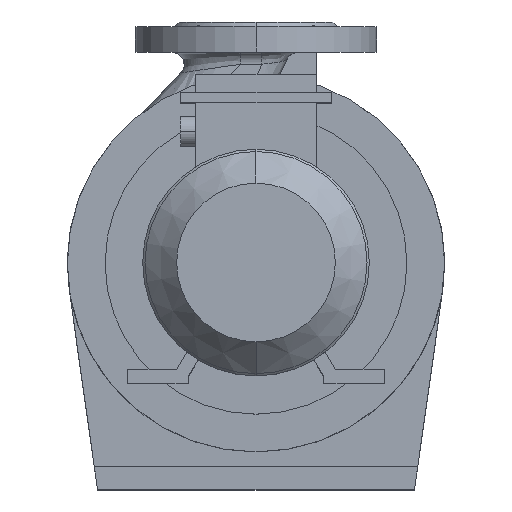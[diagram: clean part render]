
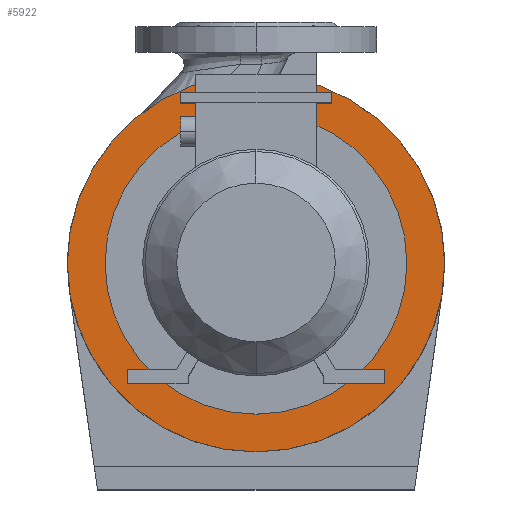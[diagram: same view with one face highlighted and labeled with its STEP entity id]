
A CAD part, top view. The second image highlights one B-rep face of the part: STEP entity #5922.
In plain terms, the highlighted planar face has unit normal (0, 0, 1).
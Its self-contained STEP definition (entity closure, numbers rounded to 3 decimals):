
#961 = CARTESIAN_POINT ( 'NONE',  ( 0., 125., 149.6 ) ) ;
#962 = CARTESIAN_POINT ( 'NONE',  ( 0., -125., 149.6 ) ) ;
#1004 = CARTESIAN_POINT ( 'NONE',  ( 0., 100., 149.6 ) ) ;
#1010 = CARTESIAN_POINT ( 'NONE',  ( 0., -100., 149.6 ) ) ;
#1354 = EDGE_CURVE ( 'NONE', #3850, #3849, #5060, .T. ) ;
#1388 = EDGE_CURVE ( 'NONE', #2708, #2709, #5088, .T. ) ;
#2063 = EDGE_LOOP ( 'NONE', ( #2481, #2478 ) ) ;
#2127 = EDGE_LOOP ( 'NONE', ( #2464, #2489 ) ) ;
#2464 = ORIENTED_EDGE ( 'NONE', *, *, #11980, .T. ) ;
#2478 = ORIENTED_EDGE ( 'NONE', *, *, #9618, .F. ) ;
#2481 = ORIENTED_EDGE ( 'NONE', *, *, #1388, .F. ) ;
#2489 = ORIENTED_EDGE ( 'NONE', *, *, #1354, .T. ) ;
#2708 = VERTEX_POINT ( 'NONE', #961 ) ;
#2709 = VERTEX_POINT ( 'NONE', #962 ) ;
#3849 = VERTEX_POINT ( 'NONE', #1010 ) ;
#3850 = VERTEX_POINT ( 'NONE', #1004 ) ;
#5060 = CIRCLE ( 'NONE', #12043, 100. ) ;
#5088 = CIRCLE ( 'NONE', #11985, 125. ) ;
#5285 = DIRECTION ( 'NONE',  ( 0., 1., 0. ) ) ;
#5351 = DIRECTION ( 'NONE',  ( 0., 0., -1. ) ) ;
#5470 = CARTESIAN_POINT ( 'NONE',  ( 0., 0., 149.6 ) ) ;
#5922 = ADVANCED_FACE ( 'NONE', ( #7340, #7456 ), #8022, .T. ) ;
#6916 = DIRECTION ( 'NONE',  ( 0., 0., -1. ) ) ;
#7048 = CARTESIAN_POINT ( 'NONE',  ( 0., 0., 149.6 ) ) ;
#7120 = DIRECTION ( 'NONE',  ( 0., -1., 0. ) ) ;
#7340 = FACE_OUTER_BOUND ( 'NONE', #2063, .T. ) ;
#7456 = FACE_BOUND ( 'NONE', #2127, .T. ) ;
#8022 = PLANE ( 'NONE',  #8949 ) ;
#8029 = CARTESIAN_POINT ( 'NONE',  ( 0., 125., 149.6 ) ) ;
#8030 = DIRECTION ( 'NONE',  ( 0., 0., 1. ) ) ;
#8031 = DIRECTION ( 'NONE',  ( 0., -1., 0. ) ) ;
#8949 = AXIS2_PLACEMENT_3D ( 'NONE', #8029, #8030, #8031 ) ;
#9049 = CIRCLE ( 'NONE', #9400, 125. ) ;
#9299 = CIRCLE ( 'NONE', #9461, 100. ) ;
#9400 = AXIS2_PLACEMENT_3D ( 'NONE', #10384, #10385, #10386 ) ;
#9461 = AXIS2_PLACEMENT_3D ( 'NONE', #11391, #11393, #11395 ) ;
#9618 = EDGE_CURVE ( 'NONE', #2709, #2708, #9049, .T. ) ;
#10384 = CARTESIAN_POINT ( 'NONE',  ( 0., 0., 149.6 ) ) ;
#10385 = DIRECTION ( 'NONE',  ( 0., 0., -1. ) ) ;
#10386 = DIRECTION ( 'NONE',  ( 0., 1., 0. ) ) ;
#11391 = CARTESIAN_POINT ( 'NONE',  ( 0., 0., 149.6 ) ) ;
#11393 = DIRECTION ( 'NONE',  ( 0., 0., -1. ) ) ;
#11395 = DIRECTION ( 'NONE',  ( 0., -1., 0. ) ) ;
#11980 = EDGE_CURVE ( 'NONE', #3849, #3850, #9299, .T. ) ;
#11985 = AXIS2_PLACEMENT_3D ( 'NONE', #5470, #5351, #5285 ) ;
#12043 = AXIS2_PLACEMENT_3D ( 'NONE', #7048, #6916, #7120 ) ;
